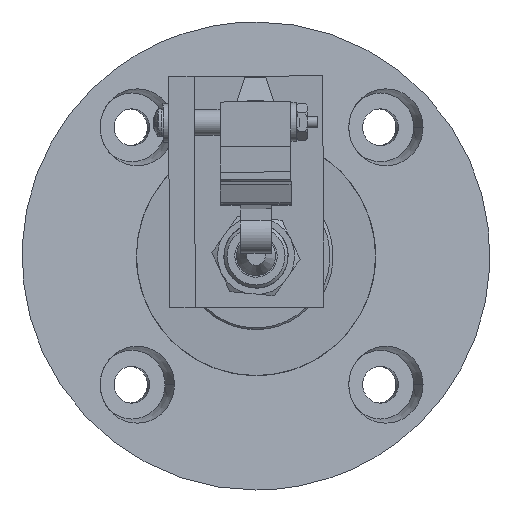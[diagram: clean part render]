
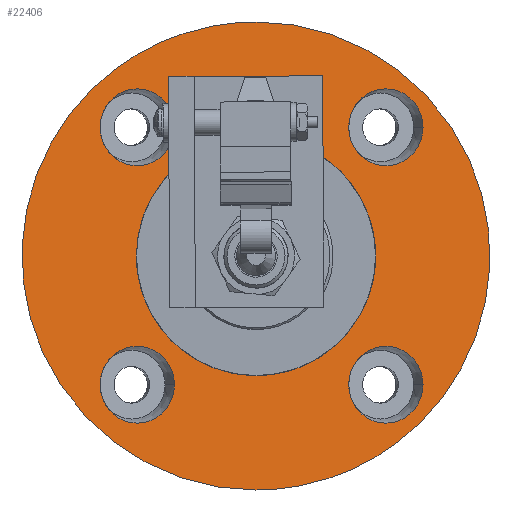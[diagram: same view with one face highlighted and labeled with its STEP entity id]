
A CAD part, left-side view. The second image highlights one B-rep face of the part: STEP entity #22406.
In plain terms, the highlighted planar face has unit normal (-0.966, -0.259, 0).
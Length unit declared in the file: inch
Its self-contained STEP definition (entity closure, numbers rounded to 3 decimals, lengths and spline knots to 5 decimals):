
#137 = EDGE_LOOP ( 'NONE', ( #21082, #5484 ) ) ;
#181 = ORIENTED_EDGE ( 'NONE', *, *, #13420, .F. ) ;
#1023 = EDGE_CURVE ( 'NONE', #24107, #3149, #8228, .T. ) ;
#1123 = EDGE_LOOP ( 'NONE', ( #24427, #27319 ) ) ;
#1233 = CARTESIAN_POINT ( 'NONE',  ( -5.09576, -1.62538, 1.25241 ) ) ;
#1406 = ORIENTED_EDGE ( 'NONE', *, *, #11213, .T. ) ;
#1449 = CARTESIAN_POINT ( 'NONE',  ( -5.21944, -1.1638, -2.3276 ) ) ;
#1764 = ORIENTED_EDGE ( 'NONE', *, *, #18994, .F. ) ;
#2287 = EDGE_LOOP ( 'NONE', ( #23097, #1406 ) ) ;
#2967 = EDGE_LOOP ( 'NONE', ( #13141, #1764 ) ) ;
#3130 = CARTESIAN_POINT ( 'NONE',  ( -5.84312, 1.1638, -2.3276 ) ) ;
#3149 = VERTEX_POINT ( 'NONE', #15445 ) ;
#3232 = AXIS2_PLACEMENT_3D ( 'NONE', #25307, #12666, #16573 ) ;
#3807 = CARTESIAN_POINT ( 'NONE',  ( -5.19267, -1.2637, 1.25241 ) ) ;
#3808 = EDGE_CURVE ( 'NONE', #20114, #20561, #12328, .T. ) ;
#4632 = CARTESIAN_POINT ( 'NONE',  ( -5.84312, 1.1638, 0. ) ) ;
#4711 = CARTESIAN_POINT ( 'NONE',  ( -5.53128, 0., 2.277 ) ) ;
#4933 = VERTEX_POINT ( 'NONE', #15507 ) ;
#5383 = CARTESIAN_POINT ( 'NONE',  ( -5.21944, -1.1638, 0. ) ) ;
#5484 = ORIENTED_EDGE ( 'NONE', *, *, #7707, .F. ) ;
#5548 = DIRECTION ( 'NONE',  ( 0.259, -0.966, 0. ) ) ;
#5651 = DIRECTION ( 'NONE',  ( -0.966, -0.259, 0. ) ) ;
#5722 = CARTESIAN_POINT ( 'NONE',  ( -5.53128, 0., 2.277 ) ) ;
#5980 = CARTESIAN_POINT ( 'NONE',  ( -5.53128, 0., -2.277 ) ) ;
#6454 = CIRCLE ( 'NONE', #19435, 0.37444 ) ;
#7058 = ORIENTED_EDGE ( 'NONE', *, *, #3808, .F. ) ;
#7157 = CIRCLE ( 'NONE', #12924, 0.37444 ) ;
#7500 = DIRECTION ( 'NONE',  ( 0., 0., 1. ) ) ;
#7707 = EDGE_CURVE ( 'NONE', #13250, #13345, #14256, .T. ) ;
#7789 = FACE_BOUND ( 'NONE', #2967, .T. ) ;
#7929 = FACE_BOUND ( 'NONE', #1123, .T. ) ;
#7979 = DIRECTION ( 'NONE',  ( -0.259, 0.966, 0. ) ) ;
#8228 = CIRCLE ( 'NONE', #3232, 0.37444 ) ;
#9191 = CARTESIAN_POINT ( 'NONE',  ( -5.53128, 0., 2.277 ) ) ;
#10278 = DIRECTION ( 'NONE',  ( -0.966, -0.259, 0. ) ) ;
#10716 = CARTESIAN_POINT ( 'NONE',  ( -4.31104, -4.554, -2.277 ) ) ;
#10756 = VERTEX_POINT ( 'NONE', #18560 ) ;
#11005 = EDGE_CURVE ( 'NONE', #16818, #15311, #11786, .T. ) ;
#11209 = DIRECTION ( 'NONE',  ( -0.966, -0.259, 0. ) ) ;
#11213 = EDGE_CURVE ( 'NONE', #15311, #16818, #12683, .T. ) ;
#11786 =( BOUNDED_CURVE ( )  B_SPLINE_CURVE ( 3, ( #5383, #1449, #3130, #20227 ),
 .UNSPECIFIED., .F., .T. ) 
 B_SPLINE_CURVE_WITH_KNOTS ( ( 4, 4 ),
 ( 3.14159, 6.28319 ),
 .UNSPECIFIED. ) 
 CURVE ( )  GEOMETRIC_REPRESENTATION_ITEM ( )  RATIONAL_B_SPLINE_CURVE ( ( 1., 0.333, 0.333, 1. ) ) 
 REPRESENTATION_ITEM ( '' )  );
#12328 = CIRCLE ( 'NONE', #23951, 0.37444 ) ;
#12336 = EDGE_CURVE ( 'NONE', #3149, #24107, #6454, .T. ) ;
#12666 = DIRECTION ( 'NONE',  ( -0.966, -0.259, 0. ) ) ;
#12683 =( BOUNDED_CURVE ( )  B_SPLINE_CURVE ( 3, ( #4632, #21442, #19325, #14355 ),
 .UNSPECIFIED., .F., .T. ) 
 B_SPLINE_CURVE_WITH_KNOTS ( ( 4, 4 ),
 ( 0., 3.14159 ),
 .UNSPECIFIED. ) 
 CURVE ( )  GEOMETRIC_REPRESENTATION_ITEM ( )  RATIONAL_B_SPLINE_CURVE ( ( 1., 0.333, 0.333, 1. ) ) 
 REPRESENTATION_ITEM ( '' )  );
#12924 = AXIS2_PLACEMENT_3D ( 'NONE', #23495, #21231, #21360 ) ;
#13141 = ORIENTED_EDGE ( 'NONE', *, *, #15556, .F. ) ;
#13250 = VERTEX_POINT ( 'NONE', #15551 ) ;
#13345 = VERTEX_POINT ( 'NONE', #1233 ) ;
#13420 = EDGE_CURVE ( 'NONE', #22312, #21461, #26694, .T. ) ;
#13614 = CARTESIAN_POINT ( 'NONE',  ( -5.8409, 1.15553, 1.25241 ) ) ;
#13965 = DIRECTION ( 'NONE',  ( -0.966, -0.259, 0. ) ) ;
#14164 = CARTESIAN_POINT ( 'NONE',  ( -5.21944, -1.1638, 0. ) ) ;
#14181 = DIRECTION ( 'NONE',  ( -0.259, 0.966, 0. ) ) ;
#14256 = CIRCLE ( 'NONE', #24997, 0.37444 ) ;
#14355 = CARTESIAN_POINT ( 'NONE',  ( -5.21944, -1.1638, 0. ) ) ;
#14414 =( BOUNDED_CURVE ( )  B_SPLINE_CURVE ( 3, ( #4711, #25758, #10716, #21946 ),
 .UNSPECIFIED., .F., .T. ) 
 B_SPLINE_CURVE_WITH_KNOTS ( ( 4, 4 ),
 ( 4.71239, 7.85398 ),
 .UNSPECIFIED. ) 
 CURVE ( )  GEOMETRIC_REPRESENTATION_ITEM ( )  RATIONAL_B_SPLINE_CURVE ( ( 1., 0.333, 0.333, 1. ) ) 
 REPRESENTATION_ITEM ( '' )  );
#14849 = EDGE_LOOP ( 'NONE', ( #7058, #17576 ) ) ;
#15102 = EDGE_CURVE ( 'NONE', #20561, #20114, #15200, .T. ) ;
#15200 = CIRCLE ( 'NONE', #26893, 0.37444 ) ;
#15311 = VERTEX_POINT ( 'NONE', #16371 ) ;
#15445 = CARTESIAN_POINT ( 'NONE',  ( -5.28958, -0.90202, -1.25229 ) ) ;
#15507 = CARTESIAN_POINT ( 'NONE',  ( -5.74399, 0.79385, -1.25229 ) ) ;
#15551 = CARTESIAN_POINT ( 'NONE',  ( -5.28958, -0.90202, 1.25241 ) ) ;
#15556 = EDGE_CURVE ( 'NONE', #4933, #10756, #27362, .T. ) ;
#15958 = EDGE_LOOP ( 'NONE', ( #27077, #181 ) ) ;
#16371 = CARTESIAN_POINT ( 'NONE',  ( -5.84312, 1.1638, 0. ) ) ;
#16422 = PLANE ( 'NONE',  #21390 ) ;
#16444 = EDGE_CURVE ( 'NONE', #13345, #13250, #7157, .T. ) ;
#16573 = DIRECTION ( 'NONE',  ( 0.259, -0.966, 0. ) ) ;
#16818 = VERTEX_POINT ( 'NONE', #14164 ) ;
#16897 = CARTESIAN_POINT ( 'NONE',  ( -6.75152, 4.554, -2.277 ) ) ;
#17576 = ORIENTED_EDGE ( 'NONE', *, *, #15102, .F. ) ;
#17655 = DIRECTION ( 'NONE',  ( -0.259, 0.966, 0. ) ) ;
#17969 = FACE_OUTER_BOUND ( 'NONE', #15958, .T. ) ;
#18277 = DIRECTION ( 'NONE',  ( 0.259, -0.966, 0. ) ) ;
#18560 = CARTESIAN_POINT ( 'NONE',  ( -5.93782, 1.51721, -1.25229 ) ) ;
#18809 = DIRECTION ( 'NONE',  ( -0.259, 0.966, 0. ) ) ;
#18994 = EDGE_CURVE ( 'NONE', #10756, #4933, #20331, .T. ) ;
#19325 = CARTESIAN_POINT ( 'NONE',  ( -5.21944, -1.1638, 2.3276 ) ) ;
#19435 = AXIS2_PLACEMENT_3D ( 'NONE', #24695, #24558, #14181 ) ;
#20114 = VERTEX_POINT ( 'NONE', #22119 ) ;
#20227 = CARTESIAN_POINT ( 'NONE',  ( -5.84312, 1.1638, 0. ) ) ;
#20331 = CIRCLE ( 'NONE', #23486, 0.37444 ) ;
#20371 = FACE_BOUND ( 'NONE', #137, .T. ) ;
#20503 = CARTESIAN_POINT ( 'NONE',  ( -4.89065, -2.39085, -2.39085 ) ) ;
#20561 = VERTEX_POINT ( 'NONE', #20823 ) ;
#20606 = AXIS2_PLACEMENT_3D ( 'NONE', #24892, #13965, #18277 ) ;
#20823 = CARTESIAN_POINT ( 'NONE',  ( -5.93782, 1.51721, 1.25241 ) ) ;
#21082 = ORIENTED_EDGE ( 'NONE', *, *, #16444, .F. ) ;
#21231 = DIRECTION ( 'NONE',  ( -0.966, -0.259, 0. ) ) ;
#21360 = DIRECTION ( 'NONE',  ( 0.259, -0.966, 0. ) ) ;
#21390 = AXIS2_PLACEMENT_3D ( 'NONE', #20503, #5651, #7500 ) ;
#21442 = CARTESIAN_POINT ( 'NONE',  ( -5.84312, 1.1638, 2.3276 ) ) ;
#21461 = VERTEX_POINT ( 'NONE', #9191 ) ;
#21946 = CARTESIAN_POINT ( 'NONE',  ( -5.53128, 0., -2.277 ) ) ;
#22042 = CARTESIAN_POINT ( 'NONE',  ( -5.09576, -1.62538, -1.25229 ) ) ;
#22119 = CARTESIAN_POINT ( 'NONE',  ( -5.74399, 0.79385, 1.25241 ) ) ;
#22312 = VERTEX_POINT ( 'NONE', #24335 ) ;
#22406 = ADVANCED_FACE ( 'NONE', ( #17969, #20371, #7929, #7789, #22767, #22484 ), #16422, .T. ) ;
#22484 = FACE_BOUND ( 'NONE', #14849, .T. ) ;
#22767 = FACE_BOUND ( 'NONE', #2287, .T. ) ;
#23097 = ORIENTED_EDGE ( 'NONE', *, *, #11005, .T. ) ;
#23486 = AXIS2_PLACEMENT_3D ( 'NONE', #27169, #26617, #7979 ) ;
#23495 = CARTESIAN_POINT ( 'NONE',  ( -5.19267, -1.2637, 1.25241 ) ) ;
#23951 = AXIS2_PLACEMENT_3D ( 'NONE', #26477, #24770, #5548 ) ;
#24107 = VERTEX_POINT ( 'NONE', #22042 ) ;
#24335 = CARTESIAN_POINT ( 'NONE',  ( -5.53128, 0., -2.277 ) ) ;
#24427 = ORIENTED_EDGE ( 'NONE', *, *, #1023, .F. ) ;
#24558 = DIRECTION ( 'NONE',  ( -0.966, -0.259, 0. ) ) ;
#24695 = CARTESIAN_POINT ( 'NONE',  ( -5.19267, -1.2637, -1.25229 ) ) ;
#24770 = DIRECTION ( 'NONE',  ( -0.966, -0.259, 0. ) ) ;
#24892 = CARTESIAN_POINT ( 'NONE',  ( -5.8409, 1.15553, -1.25229 ) ) ;
#24945 = CARTESIAN_POINT ( 'NONE',  ( -6.75152, 4.554, 2.277 ) ) ;
#24997 = AXIS2_PLACEMENT_3D ( 'NONE', #3807, #10278, #18809 ) ;
#25307 = CARTESIAN_POINT ( 'NONE',  ( -5.19267, -1.2637, -1.25229 ) ) ;
#25758 = CARTESIAN_POINT ( 'NONE',  ( -4.31104, -4.554, 2.277 ) ) ;
#26477 = CARTESIAN_POINT ( 'NONE',  ( -5.8409, 1.15553, 1.25241 ) ) ;
#26617 = DIRECTION ( 'NONE',  ( -0.966, -0.259, 0. ) ) ;
#26694 =( BOUNDED_CURVE ( )  B_SPLINE_CURVE ( 3, ( #5980, #16897, #24945, #5722 ),
 .UNSPECIFIED., .F., .T. ) 
 B_SPLINE_CURVE_WITH_KNOTS ( ( 4, 4 ),
 ( 1.5708, 4.71239 ),
 .UNSPECIFIED. ) 
 CURVE ( )  GEOMETRIC_REPRESENTATION_ITEM ( )  RATIONAL_B_SPLINE_CURVE ( ( 1., 0.333, 0.333, 1. ) ) 
 REPRESENTATION_ITEM ( '' )  );
#26893 = AXIS2_PLACEMENT_3D ( 'NONE', #13614, #11209, #17655 ) ;
#27077 = ORIENTED_EDGE ( 'NONE', *, *, #27649, .F. ) ;
#27169 = CARTESIAN_POINT ( 'NONE',  ( -5.8409, 1.15553, -1.25229 ) ) ;
#27319 = ORIENTED_EDGE ( 'NONE', *, *, #12336, .F. ) ;
#27362 = CIRCLE ( 'NONE', #20606, 0.37444 ) ;
#27649 = EDGE_CURVE ( 'NONE', #21461, #22312, #14414, .T. ) ;
